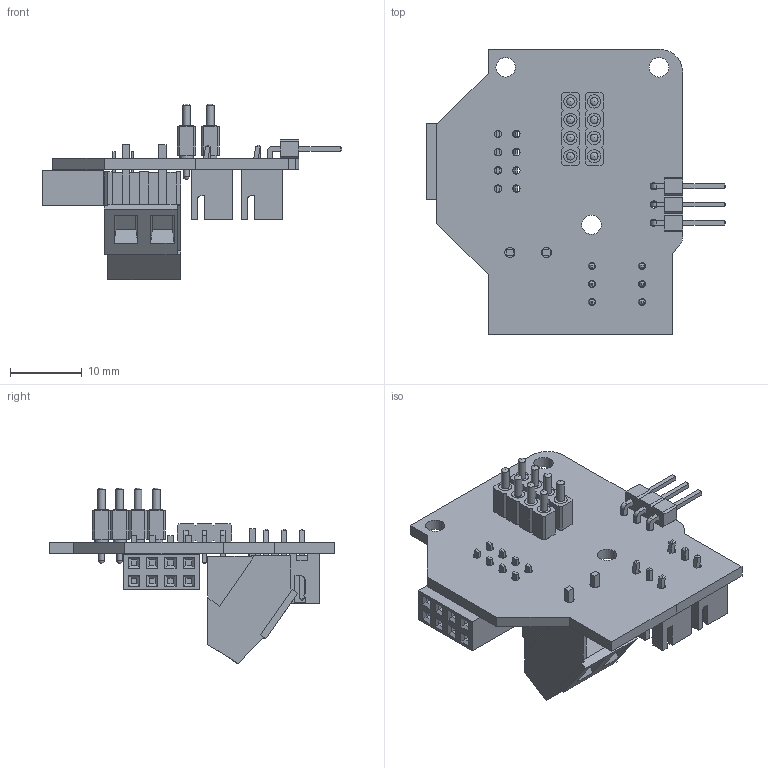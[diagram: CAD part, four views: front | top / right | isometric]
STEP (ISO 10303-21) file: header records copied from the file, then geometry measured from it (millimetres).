
FILE_DESCRIPTION(('FreeCAD Model'),'2;1');
FILE_NAME('Open CASCADE Shape Model','2021-01-20T22:57:38',('Author'),( ''),'Open CASCADE STEP processor 7.4','FreeCAD','Unknown');
FILE_SCHEMA(('AUTOMOTIVE_DESIGN { 1 0 10303 214 1 1 1 1 }'));
Length unit declared in the file: millimetre
Products named in the file (13): toolboard2_v3; Board_Geoms_25a3; Local_CS_25a3; Pcb_25a3; PCB_Sketch_25a3; Step_Models_25a3; Top_25a3; JP0_PinHeader_1x03_P254mm_Horizontal_6005AD56; J8_811-S1-004-10-017_6005AF96; Bot_25a3; J5_C-282847-2_6005AF65; J6_JST_B3B_XH_A_60053BFE; J3_ssw-104-02-g-d-ra_6005AFCC
Assembly tree (14 placements, depth 4):
  toolboard2_v3
    Board_Geoms_25a3
      Local_CS_25a3
      Pcb_25a3
      PCB_Sketch_25a3
    Step_Models_25a3
      Top_25a3
        JP0_PinHeader_1x03_P254mm_Horizontal_6005AD56
        J8_811-S1-004-10-017_6005AF96  x2
      Bot_25a3
        J5_C-282847-2_6005AF65
        J6_JST_B3B_XH_A_60053BFE  x2
        J3_ssw-104-02-g-d-ra_6005AFCC
Bounding box: 41.72 x 39.71 x 24.44 mm (x, y, z)
Volume: 4182.8 mm3; surface area: 6415.5 mm2
Topology: 16 solids, 16 shells, 708 faces, 1807 edges, 1184 vertices
Faces by surface type: plane 605, cylinder 87, sphere 16
Full cylindrical faces by diameter (mm): 0.8 x8, 0.95 x6, 1 x11, 1.04 x8, 1.07 x8, 1.4 x2, 1.83 x8, 2.7 x3
Entity records: 19275 total; most frequent: CARTESIAN_POINT 2810, ORIENTED_EDGE 2694, DIRECTION 2620, EDGE_CURVE 1347, LINE 1200, VECTOR 1200, VERTEX_POINT 874, AXIS2_PLACEMENT_3D 710
